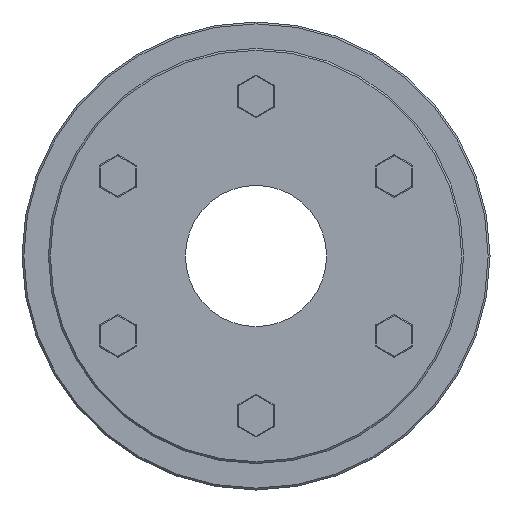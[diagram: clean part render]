
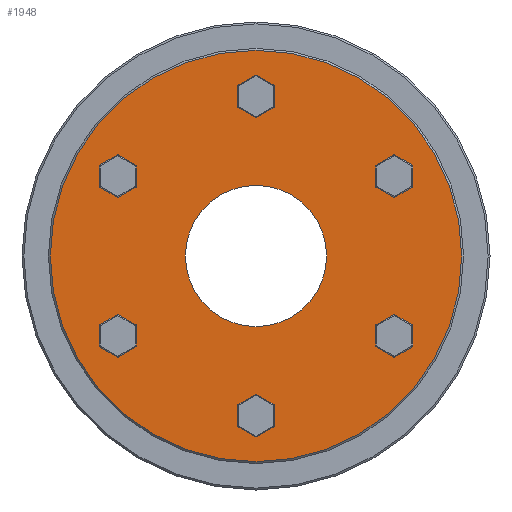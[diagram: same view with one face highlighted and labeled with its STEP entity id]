
A CAD part, left-side view. The second image highlights one B-rep face of the part: STEP entity #1948.
In plain terms, the highlighted planar face has unit normal (-1, 0, 0).
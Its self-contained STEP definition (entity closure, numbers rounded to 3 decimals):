
#465 = VERTEX_POINT ( 'NONE', #7748 ) ;
#466 = VERTEX_POINT ( 'NONE', #7749 ) ;
#478 = VERTEX_POINT ( 'NONE', #7761 ) ;
#479 = VERTEX_POINT ( 'NONE', #7762 ) ;
#1215 = EDGE_LOOP ( 'NONE', ( #1609, #1610 ) ) ;
#1224 = EDGE_LOOP ( 'NONE', ( #1611, #1612 ) ) ;
#1609 = ORIENTED_EDGE ( 'NONE', *, *, #5205, .T. ) ;
#1610 = ORIENTED_EDGE ( 'NONE', *, *, #5171, .T. ) ;
#1611 = ORIENTED_EDGE ( 'NONE', *, *, #5193, .T. ) ;
#1612 = ORIENTED_EDGE ( 'NONE', *, *, #5198, .T. ) ;
#1948 = ADVANCED_FACE ( 'NONE', ( #8698, #8701 ), #9280, .T. ) ;
#5171 = EDGE_CURVE ( 'NONE', #478, #479, #12776, .T. ) ;
#5193 = EDGE_CURVE ( 'NONE', #465, #466, #12812, .T. ) ;
#5198 = EDGE_CURVE ( 'NONE', #466, #465, #12818, .T. ) ;
#5205 = EDGE_CURVE ( 'NONE', #479, #478, #12824, .T. ) ;
#7025 = AXIS2_PLACEMENT_3D ( 'NONE', #9279, #9282, #9283 ) ;
#7748 = CARTESIAN_POINT ( 'NONE',  ( -72., 19., 0. ) ) ;
#7749 = CARTESIAN_POINT ( 'NONE',  ( -72., -19., 0. ) ) ;
#7761 = CARTESIAN_POINT ( 'NONE',  ( -72., -55.38, 0. ) ) ;
#7762 = CARTESIAN_POINT ( 'NONE',  ( -72., 55.38, 0. ) ) ;
#8698 = FACE_OUTER_BOUND ( 'NONE', #1215, .T. ) ;
#8701 = FACE_BOUND ( 'NONE', #1224, .T. ) ;
#9279 = CARTESIAN_POINT ( 'NONE',  ( -72., 19., 0. ) ) ;
#9280 = PLANE ( 'NONE',  #7025 ) ;
#9282 = DIRECTION ( 'NONE',  ( -1., 0., 0. ) ) ;
#9283 = DIRECTION ( 'NONE',  ( 0., -1., 0. ) ) ;
#12144 = AXIS2_PLACEMENT_3D ( 'NONE', #13687, #13693, #13694 ) ;
#12153 = AXIS2_PLACEMENT_3D ( 'NONE', #13756, #13758, #13759 ) ;
#12157 = AXIS2_PLACEMENT_3D ( 'NONE', #13745, #13748, #13749 ) ;
#12160 = AXIS2_PLACEMENT_3D ( 'NONE', #13777, #13779, #13780 ) ;
#12776 = CIRCLE ( 'NONE', #12144, 55.38 ) ;
#12812 = CIRCLE ( 'NONE', #12157, 19. ) ;
#12818 = CIRCLE ( 'NONE', #12153, 19. ) ;
#12824 = CIRCLE ( 'NONE', #12160, 55.38 ) ;
#13687 = CARTESIAN_POINT ( 'NONE',  ( -72., 0., 0. ) ) ;
#13693 = DIRECTION ( 'NONE',  ( -1., 0., 0. ) ) ;
#13694 = DIRECTION ( 'NONE',  ( 0., -1., 0. ) ) ;
#13745 = CARTESIAN_POINT ( 'NONE',  ( -72., 0., 0. ) ) ;
#13748 = DIRECTION ( 'NONE',  ( 1., 0., 0. ) ) ;
#13749 = DIRECTION ( 'NONE',  ( 0., 1., 0. ) ) ;
#13756 = CARTESIAN_POINT ( 'NONE',  ( -72., 0., 0. ) ) ;
#13758 = DIRECTION ( 'NONE',  ( 1., 0., 0. ) ) ;
#13759 = DIRECTION ( 'NONE',  ( 0., 1., 0. ) ) ;
#13777 = CARTESIAN_POINT ( 'NONE',  ( -72., 0., 0. ) ) ;
#13779 = DIRECTION ( 'NONE',  ( -1., 0., 0. ) ) ;
#13780 = DIRECTION ( 'NONE',  ( 0., -1., 0. ) ) ;
